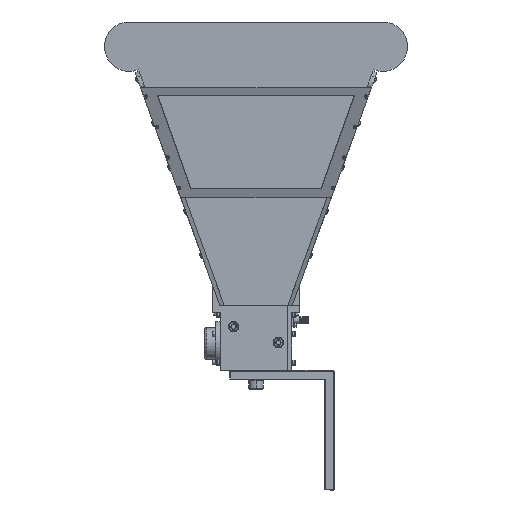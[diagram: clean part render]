
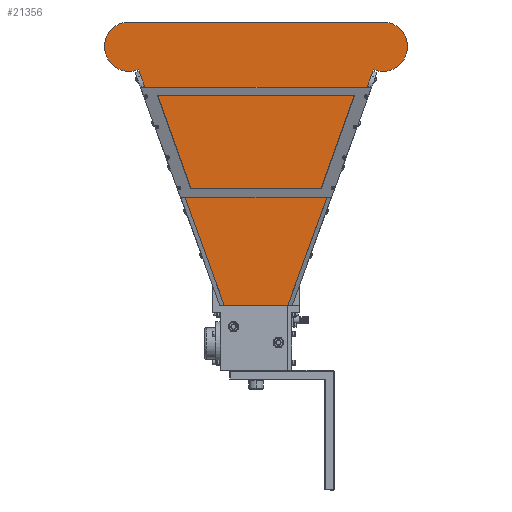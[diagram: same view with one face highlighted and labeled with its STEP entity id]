
A CAD part, left-side view. The second image highlights one B-rep face of the part: STEP entity #21356.
In plain terms, the highlighted planar face has unit normal (-1, 0, 0).
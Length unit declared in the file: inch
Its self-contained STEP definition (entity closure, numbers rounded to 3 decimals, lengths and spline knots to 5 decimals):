
#1397 = ORIENTED_EDGE ( 'NONE', *, *, #31624, .T. ) ;
#4887 = DIRECTION ( 'NONE',  ( 0., 0.342, 0.94 ) ) ;
#5264 = VERTEX_POINT ( 'NONE', #30637 ) ;
#5859 = ORIENTED_EDGE ( 'NONE', *, *, #42231, .T. ) ;
#6722 = DIRECTION ( 'NONE',  ( 0., -0.415, 0.91 ) ) ;
#6902 = EDGE_CURVE ( 'NONE', #106748, #107458, #117942, .T. ) ;
#8066 = CIRCLE ( 'NONE', #80501, 0.82677 ) ;
#9026 = EDGE_CURVE ( 'NONE', #80861, #5264, #105198, .T. ) ;
#10878 = DIRECTION ( 'NONE',  ( 0., -0.415, 0.91 ) ) ;
#12001 = EDGE_CURVE ( 'NONE', #69208, #66797, #46411, .T. ) ;
#13975 = DIRECTION ( 'NONE',  ( 0., -0.342, 0.94 ) ) ;
#15105 = CARTESIAN_POINT ( 'NONE',  ( -0.15315, -4.23859, 11.14349 ) ) ;
#15573 = CARTESIAN_POINT ( 'NONE',  ( -0.15315, 1.06535, 1.6811 ) ) ;
#16326 = FACE_OUTER_BOUND ( 'NONE', #45997, .T. ) ;
#18399 = ORIENTED_EDGE ( 'NONE', *, *, #29245, .F. ) ;
#18998 = AXIS2_PLACEMENT_3D ( 'NONE', #85410, #93776, #22656 ) ;
#19796 = DIRECTION ( 'NONE',  ( 0., 1., 0. ) ) ;
#20896 = ORIENTED_EDGE ( 'NONE', *, *, #43864, .F. ) ;
#21356 = ADVANCED_FACE ( 'NONE', ( #16326 ), #106523, .T. ) ;
#22254 = CARTESIAN_POINT ( 'NONE',  ( -0.15315, -4.58151, 9.56441 ) ) ;
#22656 = DIRECTION ( 'NONE',  ( 0., 0.415, 0.91 ) ) ;
#26343 = CARTESIAN_POINT ( 'NONE',  ( -0.15315, -1.06535, 1.6811 ) ) ;
#26528 = CARTESIAN_POINT ( 'NONE',  ( -0.15315, 3.92938, 9.54994 ) ) ;
#28577 = CARTESIAN_POINT ( 'NONE',  ( -0.15315, -4.23859, 10.31671 ) ) ;
#29245 = EDGE_CURVE ( 'NONE', #112890, #80861, #58725, .T. ) ;
#30637 = CARTESIAN_POINT ( 'NONE',  ( -0.15315, 3.91212, 9.50253 ) ) ;
#31624 = EDGE_CURVE ( 'NONE', #112890, #66797, #31793, .T. ) ;
#31747 = CARTESIAN_POINT ( 'NONE',  ( -0.15315, 4.23859, 11.14349 ) ) ;
#31793 = LINE ( 'NONE', #104707, #68714 ) ;
#34155 = CARTESIAN_POINT ( 'NONE',  ( -0.15315, -3.92938, 9.54994 ) ) ;
#35164 = DIRECTION ( 'NONE',  ( 0., 0.342, 0.94 ) ) ;
#37550 = DIRECTION ( 'NONE',  ( -1., 0., 0. ) ) ;
#42231 = EDGE_CURVE ( 'NONE', #69208, #106781, #97495, .T. ) ;
#43864 = EDGE_CURVE ( 'NONE', #107458, #93633, #58511, .T. ) ;
#45997 = EDGE_LOOP ( 'NONE', ( #117333, #18399, #1397, #96173, #5859, #93442, #94969, #20896, #75667, #64606 ) ) ;
#46411 = LINE ( 'NONE', #72216, #110562 ) ;
#46839 = VECTOR ( 'NONE', #35164, 39.37008 ) ;
#48506 = CARTESIAN_POINT ( 'NONE',  ( -0.15315, -1.93251, 1.6811 ) ) ;
#49670 = CARTESIAN_POINT ( 'NONE',  ( -0.15315, 1.06535, 1.6811 ) ) ;
#54462 = CARTESIAN_POINT ( 'NONE',  ( -0.15315, 1.06535, 1.6811 ) ) ;
#54554 = CARTESIAN_POINT ( 'NONE',  ( -0.15315, -1.93251, 6.45386 ) ) ;
#58511 = CIRCLE ( 'NONE', #68018, 0.82677 ) ;
#58725 = LINE ( 'NONE', #48506, #114792 ) ;
#60551 = VERTEX_POINT ( 'NONE', #80385 ) ;
#61712 = CARTESIAN_POINT ( 'NONE',  ( -0.15315, 4.23859, 10.31671 ) ) ;
#63374 = DIRECTION ( 'NONE',  ( 0., 0.415, 0.91 ) ) ;
#64606 = ORIENTED_EDGE ( 'NONE', *, *, #82345, .F. ) ;
#66022 = VECTOR ( 'NONE', #4887, 39.37008 ) ;
#66797 = VERTEX_POINT ( 'NONE', #117200 ) ;
#68018 = AXIS2_PLACEMENT_3D ( 'NONE', #61712, #81323, #6722 ) ;
#68714 = VECTOR ( 'NONE', #13975, 39.37008 ) ;
#69208 = VERTEX_POINT ( 'NONE', #34155 ) ;
#72216 = CARTESIAN_POINT ( 'NONE',  ( -0.15315, -1.06535, 1.6811 ) ) ;
#74921 = EDGE_CURVE ( 'NONE', #106781, #60551, #8066, .T. ) ;
#75667 = ORIENTED_EDGE ( 'NONE', *, *, #6902, .F. ) ;
#80385 = CARTESIAN_POINT ( 'NONE',  ( -0.15315, -4.23859, 11.14349 ) ) ;
#80501 = AXIS2_PLACEMENT_3D ( 'NONE', #28577, #37550, #63374 ) ;
#80861 = VERTEX_POINT ( 'NONE', #54462 ) ;
#81323 = DIRECTION ( 'NONE',  ( 1., 0., 0. ) ) ;
#82345 = EDGE_CURVE ( 'NONE', #5264, #106748, #98561, .T. ) ;
#83749 = CARTESIAN_POINT ( 'NONE',  ( -0.15315, 4.23859, 10.31671 ) ) ;
#85410 = CARTESIAN_POINT ( 'NONE',  ( -0.15315, -4.23859, 10.31671 ) ) ;
#87337 = LINE ( 'NONE', #15105, #93474 ) ;
#90347 = EDGE_CURVE ( 'NONE', #60551, #93633, #87337, .T. ) ;
#91222 = AXIS2_PLACEMENT_3D ( 'NONE', #83749, #111241, #10878 ) ;
#91342 = CARTESIAN_POINT ( 'NONE',  ( -0.15315, 4.58151, 9.56441 ) ) ;
#91525 = DIRECTION ( 'NONE',  ( -1., 0., 0. ) ) ;
#93344 = DIRECTION ( 'NONE',  ( 0., 1., 0. ) ) ;
#93442 = ORIENTED_EDGE ( 'NONE', *, *, #74921, .T. ) ;
#93474 = VECTOR ( 'NONE', #114874, 39.37008 ) ;
#93633 = VERTEX_POINT ( 'NONE', #31747 ) ;
#93776 = DIRECTION ( 'NONE',  ( -1., 0., 0. ) ) ;
#94969 = ORIENTED_EDGE ( 'NONE', *, *, #90347, .T. ) ;
#96173 = ORIENTED_EDGE ( 'NONE', *, *, #12001, .F. ) ;
#97495 = CIRCLE ( 'NONE', #18998, 0.82677 ) ;
#98561 = LINE ( 'NONE', #15573, #46839 ) ;
#104707 = CARTESIAN_POINT ( 'NONE',  ( -0.15315, -2.70073, 6.17425 ) ) ;
#105198 = LINE ( 'NONE', #49670, #66022 ) ;
#105880 = AXIS2_PLACEMENT_3D ( 'NONE', #54554, #91525, #19796 ) ;
#106523 = PLANE ( 'NONE',  #105880 ) ;
#106748 = VERTEX_POINT ( 'NONE', #26528 ) ;
#106781 = VERTEX_POINT ( 'NONE', #22254 ) ;
#107458 = VERTEX_POINT ( 'NONE', #91342 ) ;
#109830 = DIRECTION ( 'NONE',  ( 0., 0.342, -0.94 ) ) ;
#110562 = VECTOR ( 'NONE', #109830, 39.37008 ) ;
#111241 = DIRECTION ( 'NONE',  ( 1., 0., 0. ) ) ;
#112890 = VERTEX_POINT ( 'NONE', #26343 ) ;
#114792 = VECTOR ( 'NONE', #93344, 39.37008 ) ;
#114874 = DIRECTION ( 'NONE',  ( 0., 1., 0. ) ) ;
#117200 = CARTESIAN_POINT ( 'NONE',  ( -0.15315, -3.91212, 9.50253 ) ) ;
#117333 = ORIENTED_EDGE ( 'NONE', *, *, #9026, .F. ) ;
#117942 = CIRCLE ( 'NONE', #91222, 0.82677 ) ;
